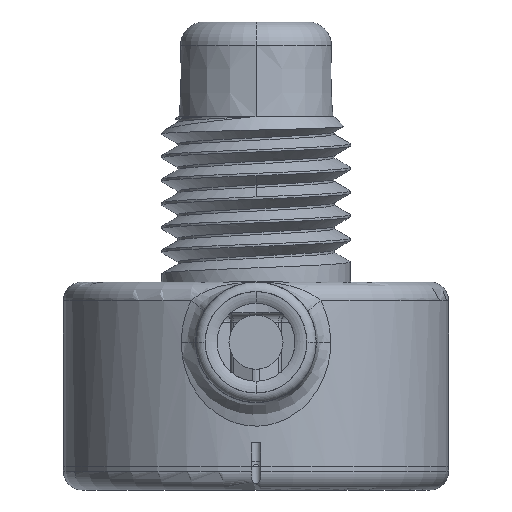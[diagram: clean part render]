
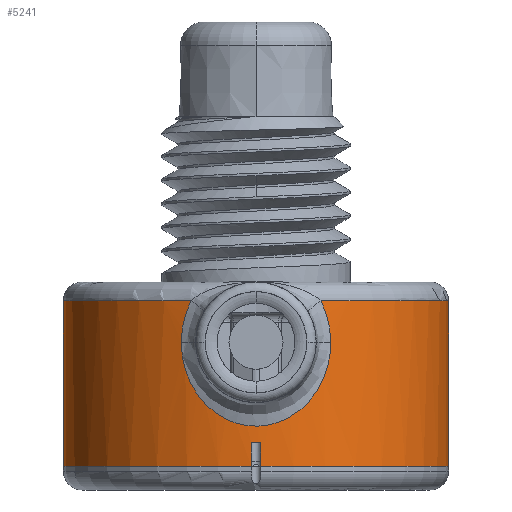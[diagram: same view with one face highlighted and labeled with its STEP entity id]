
A CAD part, front view. The second image highlights one B-rep face of the part: STEP entity #5241.
In plain terms, the highlighted cylindrical face has radius 8.15 mm (diameter 16.3 mm), a partial arc.
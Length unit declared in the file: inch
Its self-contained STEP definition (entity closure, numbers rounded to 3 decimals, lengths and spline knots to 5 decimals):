
#1149=CARTESIAN_POINT('',(-0.12449,-0.29573,
0.20669));
#1150=CARTESIAN_POINT('',(-0.12449,-0.29573,
0.20131));
#1151=CARTESIAN_POINT('',(-0.12394,-0.29596,
0.19058));
#1152=CARTESIAN_POINT('',(-0.12144,-0.297,
0.17453));
#1153=CARTESIAN_POINT('',(-0.11727,-0.29869,
0.15882));
#1154=CARTESIAN_POINT('',(-0.11144,-0.30092,
0.14367));
#1155=CARTESIAN_POINT('',(-0.10404,-0.30357,
0.12935));
#1156=CARTESIAN_POINT('',(-0.09521,-0.30647,
0.11615));
#1157=CARTESIAN_POINT('',(-0.08518,-0.30942,
0.10434));
#1158=CARTESIAN_POINT('',(-0.0742,-0.31224,
0.0941));
#1159=CARTESIAN_POINT('',(-0.06254,-0.31479,
0.08552));
#1160=CARTESIAN_POINT('',(-0.05042,-0.31696,
0.07861));
#1161=CARTESIAN_POINT('',(-0.038,-0.31869,
0.07333));
#1162=CARTESIAN_POINT('',(-0.02541,-0.31994,
0.06962));
#1163=CARTESIAN_POINT('',(-0.01273,-0.3207,
0.06742));
#1164=CARTESIAN_POINT('',(-0.00001,-0.32095,
0.06669));
#1165=CARTESIAN_POINT('',(0.01271,-0.3207,
0.06741));
#1166=CARTESIAN_POINT('',(0.0254,-0.31994,
0.06961));
#1167=CARTESIAN_POINT('',(0.03799,-0.31869,
0.07332));
#1168=CARTESIAN_POINT('',(0.05041,-0.31696,
0.0786));
#1169=CARTESIAN_POINT('',(0.06254,-0.31479,
0.08551));
#1170=CARTESIAN_POINT('',(0.0742,-0.31224,
0.0941));
#1171=CARTESIAN_POINT('',(0.08517,-0.30942,
0.10434));
#1172=CARTESIAN_POINT('',(0.09521,-0.30647,
0.11615));
#1173=CARTESIAN_POINT('',(0.10403,-0.30357,
0.12934));
#1174=CARTESIAN_POINT('',(0.11144,-0.30092,
0.14366));
#1175=CARTESIAN_POINT('',(0.11726,-0.29869,
0.15882));
#1176=CARTESIAN_POINT('',(0.12144,-0.297,
0.17453));
#1177=CARTESIAN_POINT('',(0.12394,-0.29596,
0.19058));
#1178=CARTESIAN_POINT('',(0.12449,-0.29573,
0.20131));
#1179=CARTESIAN_POINT('',(0.12449,-0.29573,
0.20669));
#1217=CARTESIAN_POINT('',(0.,0.,0.));
#1218=DIRECTION('',(0.,0.,-1.));
#1219=DIRECTION('',(-0.025,-1.,0.));
#1220=AXIS2_PLACEMENT_3D('',#1217,#1218,#1219);
#1222=DIRECTION('',(0.,0.,1.));
#1223=VECTOR('',#1222,0.27559);
#1224=CARTESIAN_POINT('',(-0.32087,0.,0.));
#1225=LINE('',#1224,#1223);
#1226=CARTESIAN_POINT('',(0.,0.,0.));
#1227=DIRECTION('',(0.,0.,-1.));
#1228=DIRECTION('',(1.,0.,0.));
#1229=AXIS2_PLACEMENT_3D('',#1226,#1227,#1228);
#1231=DIRECTION('',(0.,0.,1.));
#1232=VECTOR('',#1231,0.03937);
#1233=CARTESIAN_POINT('',(0.00787,-0.32077,0.));
#1234=LINE('',#1233,#1232);
#1235=DIRECTION('',(0.,0.,1.));
#1236=VECTOR('',#1235,0.03937);
#1237=CARTESIAN_POINT('',(-0.00787,-0.32077,0.));
#1238=LINE('',#1237,#1236);
#1247=DIRECTION('',(0.,0.,1.));
#1248=VECTOR('',#1247,0.27559);
#1249=CARTESIAN_POINT('',(0.32087,0.,0.));
#1250=LINE('',#1249,#1248);
#1312=CARTESIAN_POINT('',(0.,0.,0.03937));
#1313=DIRECTION('',(0.,0.,1.));
#1314=DIRECTION('',(-0.025,-1.,0.));
#1315=AXIS2_PLACEMENT_3D('',#1312,#1313,#1314);
#1403=CARTESIAN_POINT('',(0.,0.,0.27559));
#1404=DIRECTION('',(0.,0.,1.));
#1405=DIRECTION('',(-1.,0.,0.));
#1406=AXIS2_PLACEMENT_3D('',#1403,#1404,#1405);
#1450=CARTESIAN_POINT('',(-0.10831,-0.30203,
0.27559));
#1451=CARTESIAN_POINT('',(-0.11045,-0.30127,
0.27135));
#1452=CARTESIAN_POINT('',(-0.1143,-0.29983,
0.2627));
#1453=CARTESIAN_POINT('',(-0.11886,-0.29805,
0.24909));
#1454=CARTESIAN_POINT('',(-0.12211,-0.29673,
0.23513));
#1455=CARTESIAN_POINT('',(-0.12406,-0.29591,
0.22093));
#1456=CARTESIAN_POINT('',(-0.12449,-0.29573,
0.21145));
#1457=CARTESIAN_POINT('',(-0.12449,-0.29573,
0.20669));
#1478=CARTESIAN_POINT('',(0.,0.,0.27559));
#1479=DIRECTION('',(0.,0.,1.));
#1480=DIRECTION('',(0.338,-0.941,0.));
#1481=AXIS2_PLACEMENT_3D('',#1478,#1479,#1480);
#1483=CARTESIAN_POINT('',(0.10831,-0.30203,
0.27559));
#1515=CARTESIAN_POINT('',(0.12449,-0.29573,
0.20669));
#1516=CARTESIAN_POINT('',(0.12449,-0.29573,
0.21145));
#1517=CARTESIAN_POINT('',(0.12406,-0.29591,
0.22093));
#1518=CARTESIAN_POINT('',(0.12211,-0.29673,
0.23512));
#1519=CARTESIAN_POINT('',(0.11886,-0.29805,
0.24909));
#1520=CARTESIAN_POINT('',(0.1143,-0.29983,
0.2627));
#1521=CARTESIAN_POINT('',(0.11045,-0.30127,
0.27135));
#1522=CARTESIAN_POINT('',(0.10831,-0.30203,
0.27559));
#3289=CARTESIAN_POINT('',(0.32087,0.,0.27559));
#3290=CARTESIAN_POINT('',(-0.32087,0.,0.27559));
#3291=VERTEX_POINT('',#3289);
#3292=VERTEX_POINT('',#3290);
#3295=VERTEX_POINT('',#1483);
#3298=VERTEX_POINT('',#1515);
#3300=VERTEX_POINT('',#1149);
#3302=VERTEX_POINT('',#1450);
#3460=CARTESIAN_POINT('',(-0.00787,-0.32077,
0.03937));
#3461=CARTESIAN_POINT('',(0.00787,-0.32077,
0.03937));
#3462=VERTEX_POINT('',#3460);
#3463=VERTEX_POINT('',#3461);
#3638=CARTESIAN_POINT('',(-0.00787,-0.32077,0.));
#3639=CARTESIAN_POINT('',(-0.32087,0.,0.));
#3640=VERTEX_POINT('',#3638);
#3641=VERTEX_POINT('',#3639);
#3642=CARTESIAN_POINT('',(0.32087,0.,0.));
#3643=CARTESIAN_POINT('',(0.00787,-0.32077,0.));
#3644=VERTEX_POINT('',#3642);
#3645=VERTEX_POINT('',#3643);
#5211=CARTESIAN_POINT('',(0.,0.,0.));
#5212=DIRECTION('',(0.,0.,1.));
#5213=DIRECTION('',(1.,0.,0.));
#5214=AXIS2_PLACEMENT_3D('',#5211,#5212,#5213);
#5215=CYLINDRICAL_SURFACE('',#5214,0.32087);
#5217=ORIENTED_EDGE('',*,*,#5216,.T.);
#5219=ORIENTED_EDGE('',*,*,#5218,.T.);
#5221=ORIENTED_EDGE('',*,*,#5220,.T.);
#5223=ORIENTED_EDGE('',*,*,#5222,.T.);
#5224=ORIENTED_EDGE('',*,*,#5201,.T.);
#5226=ORIENTED_EDGE('',*,*,#5225,.T.);
#5228=ORIENTED_EDGE('',*,*,#5227,.T.);
#5230=ORIENTED_EDGE('',*,*,#5229,.F.);
#5232=ORIENTED_EDGE('',*,*,#5231,.T.);
#5234=ORIENTED_EDGE('',*,*,#5233,.T.);
#5236=ORIENTED_EDGE('',*,*,#5235,.F.);
#5238=ORIENTED_EDGE('',*,*,#5237,.F.);
#5239=EDGE_LOOP('',(#5217,#5219,#5221,#5223,#5224,#5226,#5228,#5230,#5232,#5234,
#5236,#5238));
#5240=FACE_OUTER_BOUND('',#5239,.F.);
#5241=ADVANCED_FACE('',(#5240),#5215,.T.);
#1180=B_SPLINE_CURVE_WITH_KNOTS('',3,(#1149,#1150,#1151,#1152,#1153,#1154,#1155,
#1156,#1157,#1158,#1159,#1160,#1161,#1162,#1163,#1164,#1165,#1166,#1167,#1168,
#1169,#1170,#1171,#1172,#1173,#1174,#1175,#1176,#1177,#1178,#1179),
.UNSPECIFIED.,.F.,.F.,(4,1,1,1,1,1,1,1,1,1,1,1,1,1,1,1,1,1,1,1,1,1,1,1,1,1,1,1,
4),(0.,0.03571,0.07143,0.10714,
0.14286,0.17857,0.21429,0.25,0.28571,
0.32143,0.35714,0.39286,0.42857,
0.46429,0.5,0.53571,0.57143,0.60714,
0.64286,0.67857,0.71429,0.75,0.78571,
0.82143,0.85714,0.89286,0.92857,
0.96429,1.),.UNSPECIFIED.);
#1221=CIRCLE('',#1220,0.32087);
#1230=CIRCLE('',#1229,0.32087);
#1316=CIRCLE('',#1315,0.32087);
#1407=CIRCLE('',#1406,0.32087);
#1458=B_SPLINE_CURVE_WITH_KNOTS('',3,(#1450,#1451,#1452,#1453,#1454,#1455,#1456,
#1457),.UNSPECIFIED.,.F.,.F.,(4,1,1,1,1,4),(0.,0.2,0.4,0.6,0.8,1.),
.UNSPECIFIED.);
#1482=CIRCLE('',#1481,0.32087);
#1523=B_SPLINE_CURVE_WITH_KNOTS('',3,(#1515,#1516,#1517,#1518,#1519,#1520,#1521,
#1522),.UNSPECIFIED.,.F.,.F.,(4,1,1,1,1,4),(0.,0.2,0.4,0.6,0.8,1.),
.UNSPECIFIED.);
#5201=EDGE_CURVE('',#3300,#3298,#1180,.T.);
#5216=EDGE_CURVE('',#3640,#3641,#1221,.T.);
#5218=EDGE_CURVE('',#3641,#3292,#1225,.T.);
#5220=EDGE_CURVE('',#3292,#3302,#1407,.T.);
#5222=EDGE_CURVE('',#3302,#3300,#1458,.T.);
#5225=EDGE_CURVE('',#3298,#3295,#1523,.T.);
#5227=EDGE_CURVE('',#3295,#3291,#1482,.T.);
#5229=EDGE_CURVE('',#3644,#3291,#1250,.T.);
#5231=EDGE_CURVE('',#3644,#3645,#1230,.T.);
#5233=EDGE_CURVE('',#3645,#3463,#1234,.T.);
#5235=EDGE_CURVE('',#3462,#3463,#1316,.T.);
#5237=EDGE_CURVE('',#3640,#3462,#1238,.T.);
